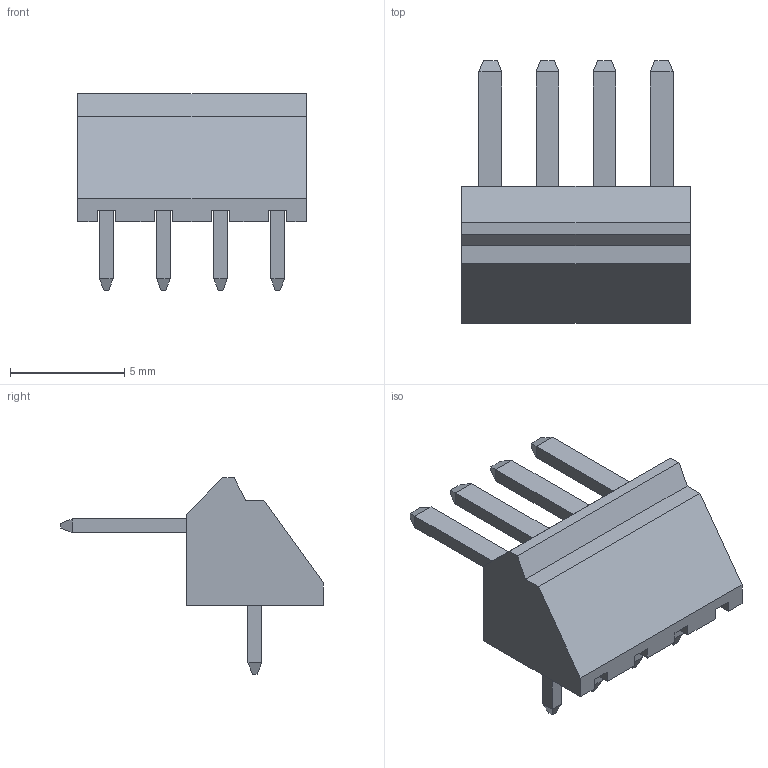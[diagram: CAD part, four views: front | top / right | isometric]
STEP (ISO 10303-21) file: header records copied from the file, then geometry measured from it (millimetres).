
FILE_DESCRIPTION(('FreeCAD Model'),'2;1');
FILE_NAME('Open CASCADE Shape Model','2021-07-29T10:03:50',( 'kicad StepUp'),('ksu MCAD'),'Open CASCADE STEP processor 7.4', 'FreeCAD','Unknown');
FILE_SCHEMA(('AUTOMOTIVE_DESIGN { 1 0 10303 214 1 1 1 1 }'));
Length unit declared in the file: millimetre
Products named in the file (1): JST_NH_BS4P-SHF-1AA_1x04_P2.50mm_Horizontal.copy
Bounding box: 10 x 11.5 x 8.6 mm (x, y, z)
Volume: 247.6 mm3; surface area: 375.9 mm2
Topology: 9 solids, 9 shells, 106 faces, 232 edges, 144 vertices
Faces by surface type: plane 74, bspline 32
Entity records: 6414 total; most frequent: CARTESIAN_POINT 1267, DIRECTION 622, LINE 472, VECTOR 472, ORIENTED_EDGE 464, PCURVE 464, DEFINITIONAL_REPRESENTATION 464, EDGE_CURVE 232
